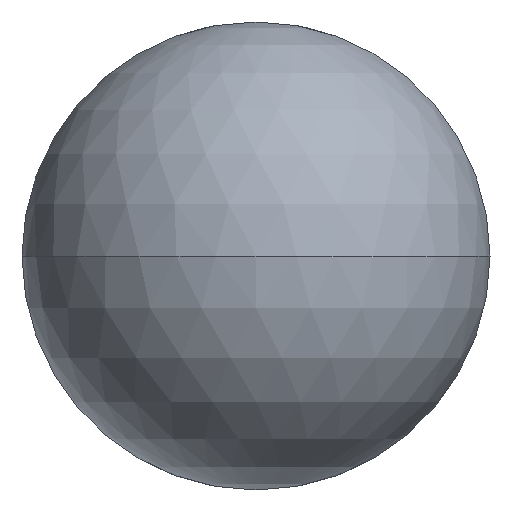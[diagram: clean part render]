
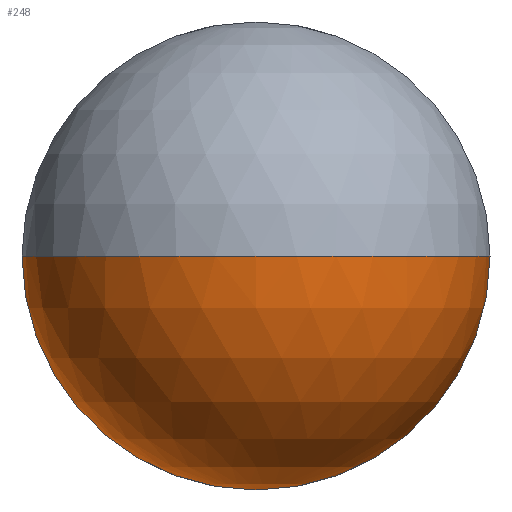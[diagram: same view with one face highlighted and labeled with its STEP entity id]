
A CAD part, front view. The second image highlights one B-rep face of the part: STEP entity #248.
In plain terms, the highlighted spherical face has radius 3.175 mm.
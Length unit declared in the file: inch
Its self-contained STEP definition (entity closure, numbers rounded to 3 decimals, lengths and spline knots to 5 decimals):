
#3 = DIRECTION ( 'NONE',  ( 0., 0., 1. ) ) ;
#6 = DIRECTION ( 'NONE',  ( 1., 0., 0. ) ) ;
#10 = DIRECTION ( 'NONE',  ( 0., -1., 0. ) ) ;
#14 = CARTESIAN_POINT ( 'NONE',  ( 0., 0.125, 0. ) ) ;
#21 = CIRCLE ( 'NONE', #97, 0.125 ) ;
#22 = CIRCLE ( 'NONE', #465, 0.125 ) ;
#76 = CIRCLE ( 'NONE', #360, 0.125 ) ;
#81 = VERTEX_POINT ( 'NONE', #483 ) ;
#84 = EDGE_CURVE ( 'NONE', #81, #156, #421, .T. ) ;
#97 = AXIS2_PLACEMENT_3D ( 'NONE', #368, #10, #522 ) ;
#98 = DIRECTION ( 'NONE',  ( 0., 0., -1. ) ) ;
#101 = EDGE_CURVE ( 'NONE', #450, #438, #21, .T. ) ;
#108 = CARTESIAN_POINT ( 'NONE',  ( 0., 0.125, -0.125 ) ) ;
#127 = DIRECTION ( 'NONE',  ( 0., 0., -1. ) ) ;
#156 = VERTEX_POINT ( 'NONE', #261 ) ;
#170 = CARTESIAN_POINT ( 'NONE',  ( 0., 0.125, 0. ) ) ;
#197 = CARTESIAN_POINT ( 'NONE',  ( 0., 0.125, 0. ) ) ;
#198 = ORIENTED_EDGE ( 'NONE', *, *, #101, .T. ) ;
#199 = DIRECTION ( 'NONE',  ( -1., 0., 0. ) ) ;
#203 = DIRECTION ( 'NONE',  ( -1., 0., 0. ) ) ;
#248 = ADVANCED_FACE ( 'NONE', ( #469 ), #274, .T. ) ;
#261 = CARTESIAN_POINT ( 'NONE',  ( 0., 0., 0. ) ) ;
#274 = SPHERICAL_SURFACE ( 'NONE', #339, 0.125 ) ;
#306 = DIRECTION ( 'NONE',  ( 0., 0., -1. ) ) ;
#311 = AXIS2_PLACEMENT_3D ( 'NONE', #197, #127, #203 ) ;
#318 = EDGE_CURVE ( 'NONE', #450, #156, #22, .T. ) ;
#327 = DIRECTION ( 'NONE',  ( 0., -1., 0. ) ) ;
#339 = AXIS2_PLACEMENT_3D ( 'NONE', #170, #306, #199 ) ;
#360 = AXIS2_PLACEMENT_3D ( 'NONE', #14, #327, #98 ) ;
#368 = CARTESIAN_POINT ( 'NONE',  ( 0., 0.125, 0. ) ) ;
#373 = EDGE_LOOP ( 'NONE', ( #198, #436, #404, #423 ) ) ;
#404 = ORIENTED_EDGE ( 'NONE', *, *, #84, .T. ) ;
#406 = CARTESIAN_POINT ( 'NONE',  ( 0., 0.125, 0. ) ) ;
#421 = CIRCLE ( 'NONE', #311, 0.125 ) ;
#423 = ORIENTED_EDGE ( 'NONE', *, *, #318, .F. ) ;
#436 = ORIENTED_EDGE ( 'NONE', *, *, #525, .T. ) ;
#438 = VERTEX_POINT ( 'NONE', #108 ) ;
#450 = VERTEX_POINT ( 'NONE', #510 ) ;
#465 = AXIS2_PLACEMENT_3D ( 'NONE', #406, #3, #6 ) ;
#469 = FACE_OUTER_BOUND ( 'NONE', #373, .T. ) ;
#483 = CARTESIAN_POINT ( 'NONE',  ( 0.125, 0.125, 0. ) ) ;
#510 = CARTESIAN_POINT ( 'NONE',  ( -0.125, 0.125, 0. ) ) ;
#522 = DIRECTION ( 'NONE',  ( 0., 0., -1. ) ) ;
#525 = EDGE_CURVE ( 'NONE', #438, #81, #76, .T. ) ;
